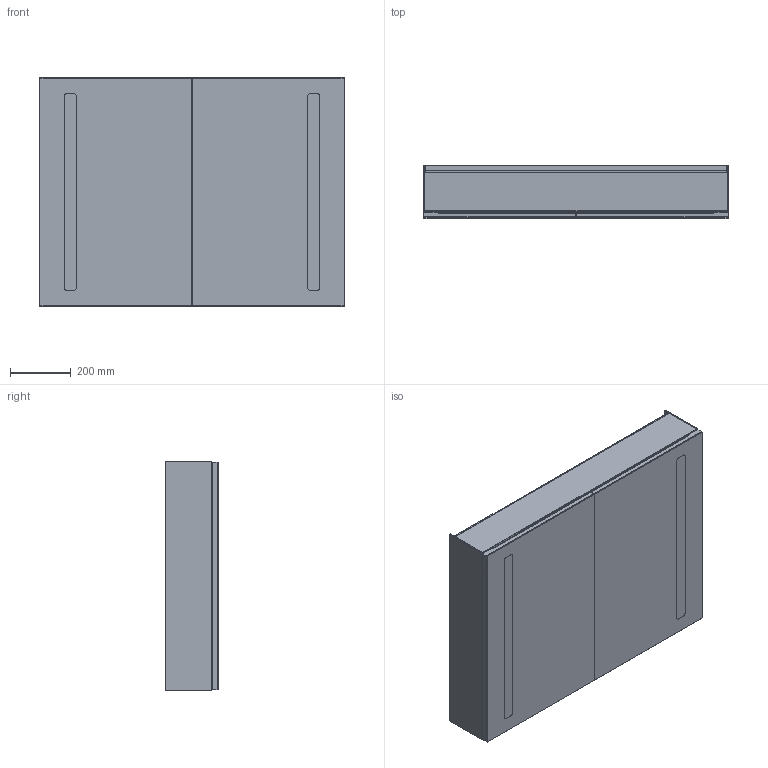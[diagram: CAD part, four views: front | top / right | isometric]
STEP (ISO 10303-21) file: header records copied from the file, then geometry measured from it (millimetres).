
FILE_DESCRIPTION(/* description */ (''),/* implementation_level */ '2;1');
FILE_NAME(/* name */ 'AJ504_A4221000_RFS.stp',/* time_stamp */ '2021-08-17T10:15:01+02:00',/* author */ ('StegeR'),/* organization */ (''),/* preprocessor_version */ 'ST-DEVELOPER v16.1',/* originating_system */ 'Autodesk Inventor 2016',/* authorisation */ '');
FILE_SCHEMA (('AUTOMOTIVE_DESIGN { 1 0 10303 214 3 1 1 }'));
Products named in the file (1): AJ504_A4221000_RFS
Bounding box: 1000 x 173 x 750 mm (x, y, z)
Volume: 28157132.5 mm3; surface area: 8619116.2 mm2
Topology: 65 solids, 65 shells, 3212 faces, 8724 edges, 5699 vertices
Faces by surface type: plane 1811, cylinder 1116, cone 144, bspline 105, torus 32, sphere 4
Full cylindrical faces by diameter (mm): 4 x10, 8 x8, 10 x4, 15 x1, 35 x5, 120 x1
Entity records: 103709 total; most frequent: CARTESIAN_POINT 21900, ORIENTED_EDGE 17362, DIRECTION 16857, EDGE_CURVE 8681, VERTEX_POINT 5690, LINE 5663, VECTOR 5663, AXIS2_PLACEMENT_3D 5597
